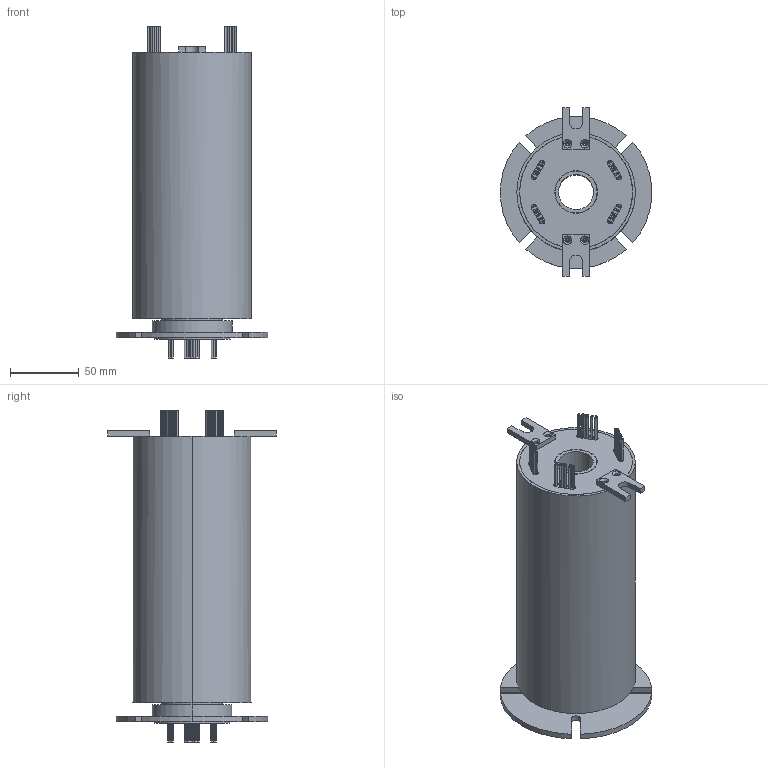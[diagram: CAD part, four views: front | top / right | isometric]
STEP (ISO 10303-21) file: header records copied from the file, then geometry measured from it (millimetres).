
FILE_DESCRIPTION (( 'STEP AP203' ), '1' );
FILE_NAME ('1.STEP', '2021-02-02T03:45:40', ( '微软用户' ), ( '微软中国' ), 'SwSTEP 2.0', 'SolidWorks 2014', '' );
FILE_SCHEMA (( 'CONFIG_CONTROL_DESIGN' ));
Length unit declared in the file: millimetre
Products named in the file (1): 1
Bounding box: 109.82 x 122 x 240.8 mm (x, y, z)
Volume: 1078439.9 mm3; surface area: 113215.6 mm2
Topology: 1 solids, 1 shells, 454 faces, 989 edges, 646 vertices
Faces by surface type: cylinder 280, plane 158, cone 16
Entity records: 12704 total; most frequent: DIRECTION 2473, CARTESIAN_POINT 2082, ORIENTED_EDGE 1962, AXIS2_PLACEMENT_3D 1037, EDGE_CURVE 981, VERTEX_POINT 646, CIRCLE 582, EDGE_LOOP 577
